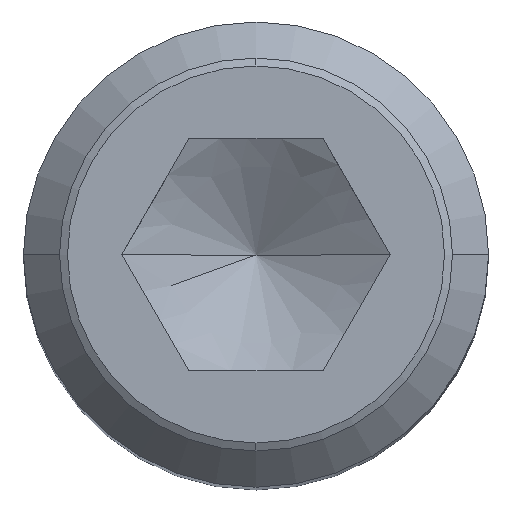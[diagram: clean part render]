
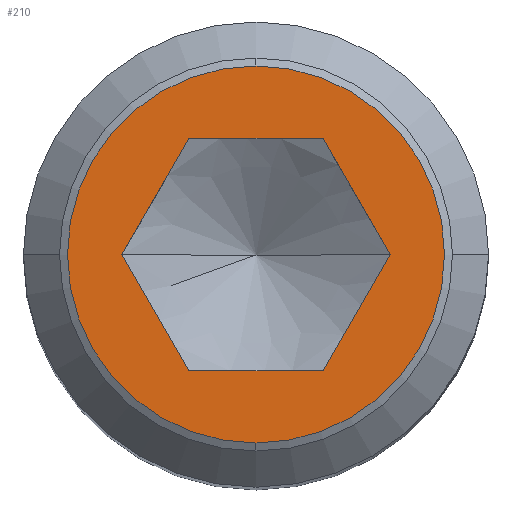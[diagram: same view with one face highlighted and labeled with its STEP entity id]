
A CAD part, top view. The second image highlights one B-rep face of the part: STEP entity #210.
In plain terms, the highlighted planar face has unit normal (0, 0, 1).
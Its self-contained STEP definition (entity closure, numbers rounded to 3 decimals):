
#142=VERTEX_POINT('',#368);
#168=EDGE_CURVE('',#198,#274,#397,.T.);
#182=EDGE_CURVE('',#274,#198,#413,.T.);
#198=VERTEX_POINT('',#429);
#200=EDGE_CURVE('',#142,#302,#431,.T.);
#202=EDGE_CURVE('',#308,#234,#433,.T.);
#210=ADVANCED_FACE('',(#441,#442),#443,.T.);
#222=EDGE_CURVE('',#234,#270,#457,.T.);
#234=VERTEX_POINT('',#471);
#262=EDGE_CURVE('',#270,#142,#502,.T.);
#270=VERTEX_POINT('',#511);
#274=VERTEX_POINT('',#515);
#300=EDGE_CURVE('',#320,#308,#544,.T.);
#302=VERTEX_POINT('',#546);
#308=VERTEX_POINT('',#553);
#314=EDGE_CURVE('',#302,#320,#559,.T.);
#320=VERTEX_POINT('',#565);
#368=CARTESIAN_POINT('',(1.155,0.,0.));
#397=CIRCLE('',#646,1.621);
#413=CIRCLE('',#668,1.621);
#429=CARTESIAN_POINT('',(0.,1.621,0.));
#431=LINE('',#712,#713);
#433=LINE('',#716,#717);
#441=FACE_BOUND('',#739,.T.);
#442=FACE_OUTER_BOUND('',#740,.T.);
#443=PLANE('',#741);
#457=LINE('',#760,#761);
#471=CARTESIAN_POINT('',(-0.577,1.0,0.));
#502=LINE('',#835,#836);
#511=CARTESIAN_POINT('',(0.577,1.0,0.));
#515=CARTESIAN_POINT('',(0.,-1.621,0.));
#544=LINE('',#895,#896);
#546=CARTESIAN_POINT('',(0.577,-1.,0.));
#553=CARTESIAN_POINT('',(-1.155,0.0,0.));
#559=LINE('',#917,#918);
#565=CARTESIAN_POINT('',(-0.577,-1.,0.));
#646=AXIS2_PLACEMENT_3D('',#1008,#1009,#1010);
#668=AXIS2_PLACEMENT_3D('',#1037,#1038,#1039);
#712=CARTESIAN_POINT('',(0.722,-0.75,0.));
#713=VECTOR('',#1045,1.0);
#716=CARTESIAN_POINT('',(-0.722,0.75,0.));
#717=VECTOR('',#1046,1.0);
#739=EDGE_LOOP('',(#1050,#1051,#1052,#1053,#1054,#1055));
#740=EDGE_LOOP('',(#1056,#1057));
#741=AXIS2_PLACEMENT_3D('',#1058,#1059,#1060);
#760=CARTESIAN_POINT('',(0.289,1.0,0.));
#761=VECTOR('',#1078,1.0);
#835=CARTESIAN_POINT('',(1.01,0.25,0.));
#836=VECTOR('',#1128,1.0);
#895=CARTESIAN_POINT('',(-1.01,-0.25,0.));
#896=VECTOR('',#1174,1.0);
#917=CARTESIAN_POINT('',(-0.289,-1.,0.));
#918=VECTOR('',#1188,1.0);
#1008=CARTESIAN_POINT('',(0.,0.,0.));
#1009=DIRECTION('',(0.0,0.0,1.0));
#1010=DIRECTION('',(0.,1.0,0.0));
#1037=CARTESIAN_POINT('',(0.,0.,0.));
#1038=DIRECTION('',(0.0,0.0,1.0));
#1039=DIRECTION('',(0.,1.0,0.0));
#1045=DIRECTION('',(-0.5,-0.866,0.));
#1046=DIRECTION('',(0.5,0.866,0.));
#1050=ORIENTED_EDGE('',*,*,#300,.T.);
#1051=ORIENTED_EDGE('',*,*,#202,.T.);
#1052=ORIENTED_EDGE('',*,*,#222,.T.);
#1053=ORIENTED_EDGE('',*,*,#262,.T.);
#1054=ORIENTED_EDGE('',*,*,#200,.T.);
#1055=ORIENTED_EDGE('',*,*,#314,.T.);
#1056=ORIENTED_EDGE('',*,*,#168,.T.);
#1057=ORIENTED_EDGE('',*,*,#182,.T.);
#1058=CARTESIAN_POINT('',(-1.402,0.,0.));
#1059=DIRECTION('',(0.0,0.0,1.0));
#1060=DIRECTION('',(-1.0,0.,0.0));
#1078=DIRECTION('',(1.0,0.0,0.0));
#1128=DIRECTION('',(0.5,-0.866,0.));
#1174=DIRECTION('',(-0.5,0.866,0.));
#1188=DIRECTION('',(-1.0,0.0,0.0));
